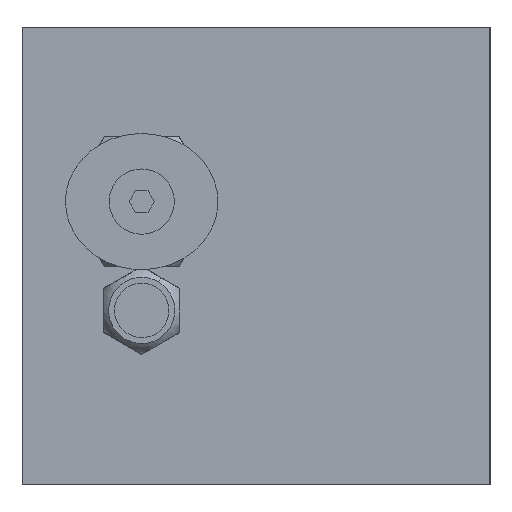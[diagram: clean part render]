
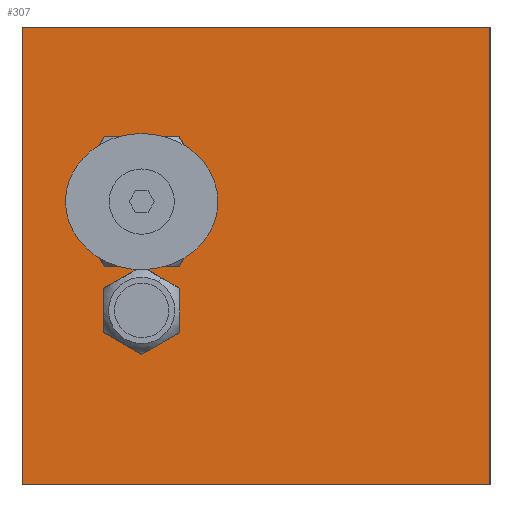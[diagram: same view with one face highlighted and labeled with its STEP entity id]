
A CAD part, left-side view. The second image highlights one B-rep face of the part: STEP entity #307.
In plain terms, the highlighted planar face has unit normal (-1, 0, 0).
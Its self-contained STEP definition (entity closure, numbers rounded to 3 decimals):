
#295 = EDGE_CURVE ( 'NONE', #5268, #1260, #3685, .T. ) ;
#307 = ADVANCED_FACE ( 'NONE', ( #1622, #1946, #1801 ), #803, .F. ) ;
#467 = EDGE_CURVE ( 'NONE', #1267, #1252, #3586, .T. ) ;
#633 = CARTESIAN_POINT ( 'NONE',  ( -50., -43., 21. ) ) ;
#686 = DIRECTION ( 'NONE',  ( 1., 0., 0. ) ) ;
#691 = DIRECTION ( 'NONE',  ( 0., 0., -1. ) ) ;
#803 = PLANE ( 'NONE',  #1866 ) ;
#888 = EDGE_LOOP ( 'NONE', ( #1364, #1431, #1423, #1456 ) ) ;
#975 = CARTESIAN_POINT ( 'NONE',  ( -50., -11., -5. ) ) ;
#976 = DIRECTION ( 'NONE',  ( 1., 0., 0. ) ) ;
#1072 = DIRECTION ( 'NONE',  ( 0., 0., -1. ) ) ;
#1252 = VERTEX_POINT ( 'NONE', #4716 ) ;
#1260 = VERTEX_POINT ( 'NONE', #4449 ) ;
#1261 = VERTEX_POINT ( 'NONE', #4357 ) ;
#1267 = VERTEX_POINT ( 'NONE', #4731 ) ;
#1286 = VERTEX_POINT ( 'NONE', #4129 ) ;
#1363 = ORIENTED_EDGE ( 'NONE', *, *, #295, .T. ) ;
#1364 = ORIENTED_EDGE ( 'NONE', *, *, #3860, .T. ) ;
#1371 = ORIENTED_EDGE ( 'NONE', *, *, #467, .T. ) ;
#1376 = ORIENTED_EDGE ( 'NONE', *, *, #3858, .T. ) ;
#1378 = EDGE_LOOP ( 'NONE', ( #1363, #1426 ) ) ;
#1396 = EDGE_LOOP ( 'NONE', ( #1371, #1376 ) ) ;
#1423 = ORIENTED_EDGE ( 'NONE', *, *, #3859, .F. ) ;
#1426 = ORIENTED_EDGE ( 'NONE', *, *, #3857, .T. ) ;
#1431 = ORIENTED_EDGE ( 'NONE', *, *, #4064, .F. ) ;
#1456 = ORIENTED_EDGE ( 'NONE', *, *, #3852, .T. ) ;
#1622 = FACE_BOUND ( 'NONE', #1396, .T. ) ;
#1634 = AXIS2_PLACEMENT_3D ( 'NONE', #6592, #6421, #6358 ) ;
#1801 = FACE_OUTER_BOUND ( 'NONE', #888, .T. ) ;
#1809 = AXIS2_PLACEMENT_3D ( 'NONE', #975, #976, #1072 ) ;
#1866 = AXIS2_PLACEMENT_3D ( 'NONE', #633, #686, #691 ) ;
#1946 = FACE_BOUND ( 'NONE', #1378, .T. ) ;
#1990 = CARTESIAN_POINT ( 'NONE',  ( -50., 0., 21. ) ) ;
#2014 = CARTESIAN_POINT ( 'NONE',  ( -50., 0., -21. ) ) ;
#2034 = CARTESIAN_POINT ( 'NONE',  ( -50., -11., -2.375 ) ) ;
#2306 = CARTESIAN_POINT ( 'NONE',  ( -50., -43., 21. ) ) ;
#2307 = LINE ( 'NONE', #2306, #5706 ) ;
#2491 = DIRECTION ( 'NONE',  ( 0., 0., -1. ) ) ;
#2512 = DIRECTION ( 'NONE',  ( 0., -1., 0. ) ) ;
#2587 = DIRECTION ( 'NONE',  ( 0., 0., -1. ) ) ;
#2673 = LINE ( 'NONE', #2791, #3469 ) ;
#2791 = CARTESIAN_POINT ( 'NONE',  ( -50., -43., 21. ) ) ;
#2795 = CARTESIAN_POINT ( 'NONE',  ( -50., -11., 5. ) ) ;
#2809 = DIRECTION ( 'NONE',  ( 1., 0., 0. ) ) ;
#2865 = DIRECTION ( 'NONE',  ( 1., 0., 0. ) ) ;
#2868 = CARTESIAN_POINT ( 'NONE',  ( -50., 0., 21. ) ) ;
#2872 = DIRECTION ( 'NONE',  ( 0., 0., -1. ) ) ;
#2875 = LINE ( 'NONE', #3194, #3366 ) ;
#2984 = DIRECTION ( 'NONE',  ( 0., -1., 0. ) ) ;
#3166 = LINE ( 'NONE', #2868, #3256 ) ;
#3192 = CARTESIAN_POINT ( 'NONE',  ( -50., -11., -5. ) ) ;
#3194 = CARTESIAN_POINT ( 'NONE',  ( -50., -43., -21. ) ) ;
#3250 = DIRECTION ( 'NONE',  ( 0., 0., -1. ) ) ;
#3256 = VECTOR ( 'NONE', #3250, 1000. ) ;
#3261 = AXIS2_PLACEMENT_3D ( 'NONE', #3192, #2865, #2872 ) ;
#3366 = VECTOR ( 'NONE', #2984, 1000. ) ;
#3402 = AXIS2_PLACEMENT_3D ( 'NONE', #2795, #2809, #2587 ) ;
#3469 = VECTOR ( 'NONE', #2512, 1000. ) ;
#3586 = CIRCLE ( 'NONE', #1634, 2.625 ) ;
#3685 = CIRCLE ( 'NONE', #1809, 2.625 ) ;
#3852 = EDGE_CURVE ( 'NONE', #5022, #5369, #3166, .T. ) ;
#3857 = EDGE_CURVE ( 'NONE', #1260, #5268, #4101, .T. ) ;
#3858 = EDGE_CURVE ( 'NONE', #1252, #1267, #4095, .T. ) ;
#3859 = EDGE_CURVE ( 'NONE', #5022, #1261, #2673, .T. ) ;
#3860 = EDGE_CURVE ( 'NONE', #5369, #1286, #2875, .T. ) ;
#4064 = EDGE_CURVE ( 'NONE', #1261, #1286, #2307, .T. ) ;
#4095 = CIRCLE ( 'NONE', #3402, 2.625 ) ;
#4101 = CIRCLE ( 'NONE', #3261, 2.625 ) ;
#4129 = CARTESIAN_POINT ( 'NONE',  ( -50., -43., -21. ) ) ;
#4357 = CARTESIAN_POINT ( 'NONE',  ( -50., -43., 21. ) ) ;
#4449 = CARTESIAN_POINT ( 'NONE',  ( -50., -11., -7.625 ) ) ;
#4716 = CARTESIAN_POINT ( 'NONE',  ( -50., -11., 2.375 ) ) ;
#4731 = CARTESIAN_POINT ( 'NONE',  ( -50., -11., 7.625 ) ) ;
#5022 = VERTEX_POINT ( 'NONE', #1990 ) ;
#5268 = VERTEX_POINT ( 'NONE', #2034 ) ;
#5369 = VERTEX_POINT ( 'NONE', #2014 ) ;
#5706 = VECTOR ( 'NONE', #2491, 1000. ) ;
#6358 = DIRECTION ( 'NONE',  ( 0., 0., -1. ) ) ;
#6421 = DIRECTION ( 'NONE',  ( 1., 0., 0. ) ) ;
#6592 = CARTESIAN_POINT ( 'NONE',  ( -50., -11., 5. ) ) ;
